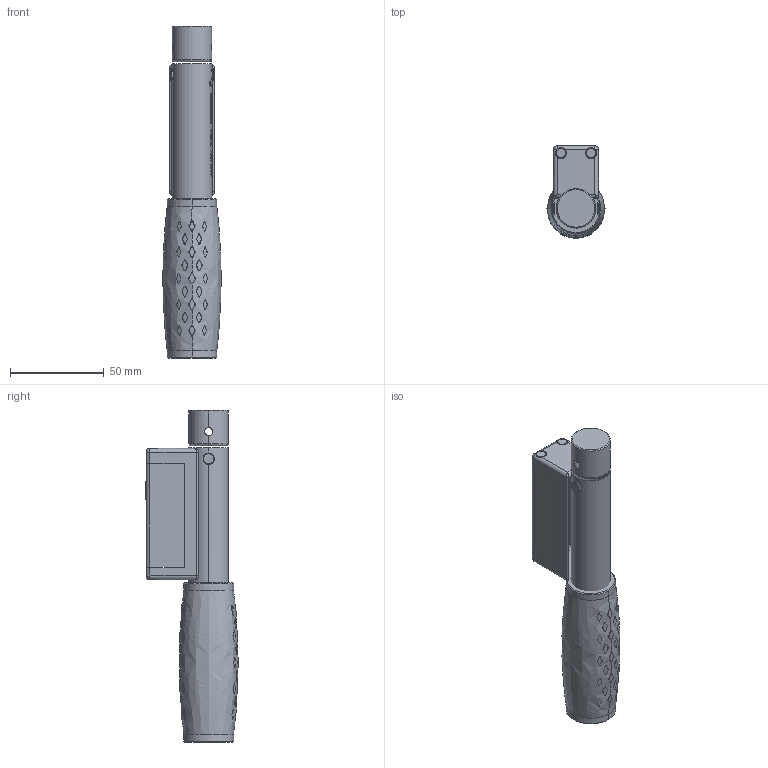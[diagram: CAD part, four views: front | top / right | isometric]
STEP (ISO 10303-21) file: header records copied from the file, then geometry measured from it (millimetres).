
FILE_DESCRIPTION((''),'2;1');
FILE_NAME('8439004420_1_SW','2018-01-09T',('ITDPPO'),(''),'CREO PARAMETRIC BY PTC INC, 2016260','CREO PARAMETRIC BY PTC INC, 2016260','');
FILE_SCHEMA(('CONFIG_CONTROL_DESIGN','GEOMETRIC_VALIDATION_PROPERTIES_MIM'));
Length unit declared in the file: millimetre
Products named in the file (1): 8439004420_1_SW
Bounding box: 31 x 49.21 x 177 mm (x, y, z)
Surface area: 28308 mm2 (no closed solid volume)
Topology: 0 solids, 114 shells, 268 faces, 2123 edges, 1924 vertices
Faces by surface type: bspline 132, cylinder 92, plane 22, cone 10, torus 8, sphere 4
Entity records: 28975 total; most frequent: CARTESIAN_POINT 15754, ORIENTED_EDGE 2386, EDGE_CURVE 2123, VERTEX_POINT 1924, DIRECTION 1364, B_SPLINE_CURVE_WITH_KNOTS 1332, VECTOR 490, LINE 490
